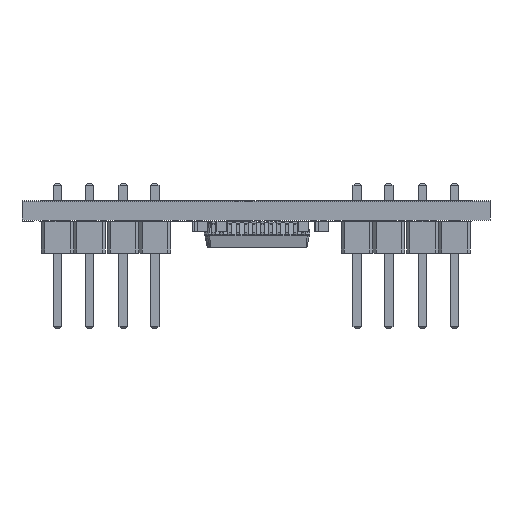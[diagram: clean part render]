
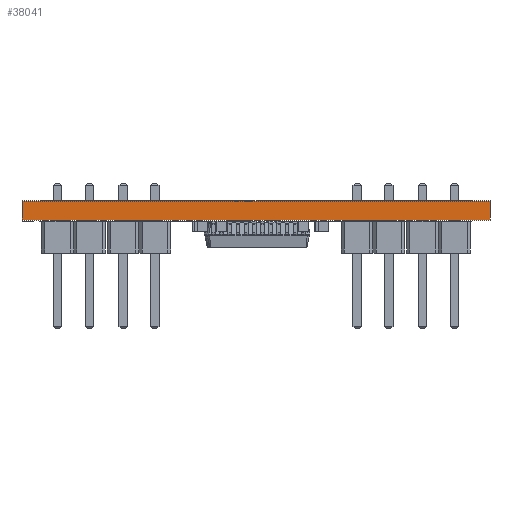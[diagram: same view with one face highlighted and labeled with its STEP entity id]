
A CAD part, front view. The second image highlights one B-rep face of the part: STEP entity #38041.
In plain terms, the highlighted planar face has unit normal (0, -1, 0).
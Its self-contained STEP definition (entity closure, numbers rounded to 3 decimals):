
#38041 = ADVANCED_FACE('',(#38042),#38076,.T.);
#38042 = FACE_BOUND('',#38043,.T.);
#38043 = EDGE_LOOP('',(#38044,#38054,#38062,#38070));
#38044 = ORIENTED_EDGE('',*,*,#38045,.T.);
#38045 = EDGE_CURVE('',#38046,#38048,#38050,.T.);
#38046 = VERTEX_POINT('',#38047);
#38047 = CARTESIAN_POINT('',(18.6,-26.4,0.));
#38048 = VERTEX_POINT('',#38049);
#38049 = CARTESIAN_POINT('',(18.6,-26.4,1.51));
#38050 = LINE('',#38051,#38052);
#38051 = CARTESIAN_POINT('',(18.6,-26.4,0.));
#38052 = VECTOR('',#38053,1.);
#38053 = DIRECTION('',(0.,0.,1.));
#38054 = ORIENTED_EDGE('',*,*,#38055,.T.);
#38055 = EDGE_CURVE('',#38048,#38056,#38058,.T.);
#38056 = VERTEX_POINT('',#38057);
#38057 = CARTESIAN_POINT('',(-18.6,-26.4,1.51));
#38058 = LINE('',#38059,#38060);
#38059 = CARTESIAN_POINT('',(18.6,-26.4,1.51));
#38060 = VECTOR('',#38061,1.);
#38061 = DIRECTION('',(-1.,0.,0.));
#38062 = ORIENTED_EDGE('',*,*,#38063,.F.);
#38063 = EDGE_CURVE('',#38064,#38056,#38066,.T.);
#38064 = VERTEX_POINT('',#38065);
#38065 = CARTESIAN_POINT('',(-18.6,-26.4,0.));
#38066 = LINE('',#38067,#38068);
#38067 = CARTESIAN_POINT('',(-18.6,-26.4,0.));
#38068 = VECTOR('',#38069,1.);
#38069 = DIRECTION('',(0.,0.,1.));
#38070 = ORIENTED_EDGE('',*,*,#38071,.F.);
#38071 = EDGE_CURVE('',#38046,#38064,#38072,.T.);
#38072 = LINE('',#38073,#38074);
#38073 = CARTESIAN_POINT('',(18.6,-26.4,0.));
#38074 = VECTOR('',#38075,1.);
#38075 = DIRECTION('',(-1.,0.,0.));
#38076 = PLANE('',#38077);
#38077 = AXIS2_PLACEMENT_3D('',#38078,#38079,#38080);
#38078 = CARTESIAN_POINT('',(18.6,-26.4,0.));
#38079 = DIRECTION('',(0.,-1.,0.));
#38080 = DIRECTION('',(-1.,0.,0.));
